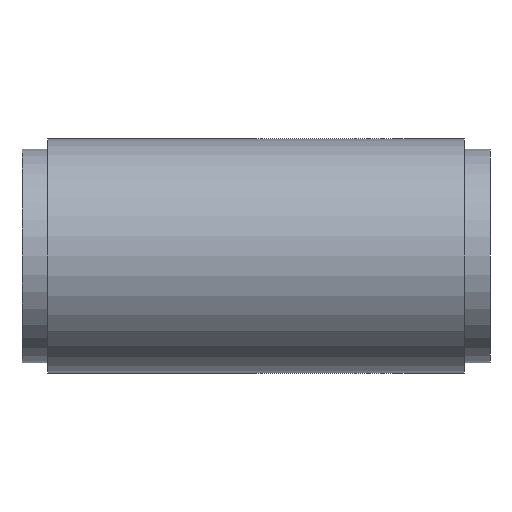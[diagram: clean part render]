
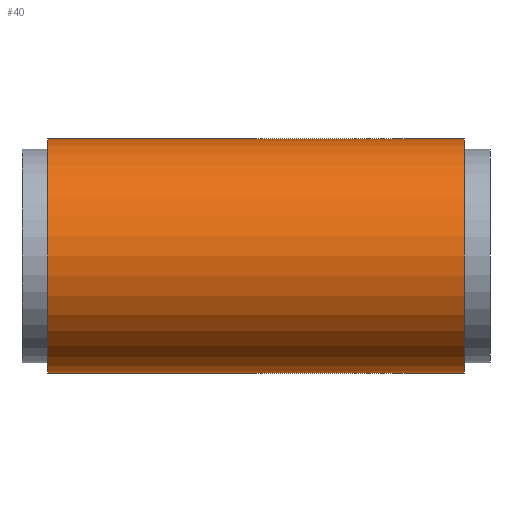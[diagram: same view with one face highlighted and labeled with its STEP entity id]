
A CAD part, front view. The second image highlights one B-rep face of the part: STEP entity #40.
In plain terms, the highlighted cylindrical face has radius 28.575 mm (diameter 57.15 mm), a partial arc.
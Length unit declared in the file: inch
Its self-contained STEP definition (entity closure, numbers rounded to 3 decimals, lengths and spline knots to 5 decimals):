
#5 = FACE_OUTER_BOUND ( 'NONE', #579, .T. ) ;
#17 = VERTEX_POINT ( 'NONE', #422 ) ;
#20 = EDGE_CURVE ( 'NONE', #454, #573, #244, .T. ) ;
#26 = VECTOR ( 'NONE', #325, 39.37008 ) ;
#40 = ADVANCED_FACE ( 'NONE', ( #5 ), #499, .T. ) ;
#69 = DIRECTION ( 'NONE',  ( -1., 0., 0. ) ) ;
#75 = CARTESIAN_POINT ( 'NONE',  ( 2., 0., 0. ) ) ;
#82 = CARTESIAN_POINT ( 'NONE',  ( 2., 0., 1.125 ) ) ;
#83 = EDGE_CURVE ( 'NONE', #454, #262, #473, .T. ) ;
#93 = ORIENTED_EDGE ( 'NONE', *, *, #20, .F. ) ;
#107 = CARTESIAN_POINT ( 'NONE',  ( -2.31452, 0., 1.125 ) ) ;
#111 = DIRECTION ( 'NONE',  ( 0., 0., 1. ) ) ;
#126 = AXIS2_PLACEMENT_3D ( 'NONE', #138, #220, #260 ) ;
#138 = CARTESIAN_POINT ( 'NONE',  ( -2.31452, 0., 0. ) ) ;
#149 = ORIENTED_EDGE ( 'NONE', *, *, #343, .F. ) ;
#165 = CARTESIAN_POINT ( 'NONE',  ( -2., 0., 0. ) ) ;
#193 = DIRECTION ( 'NONE',  ( 0., 0., 1. ) ) ;
#220 = DIRECTION ( 'NONE',  ( -1., 0., 0. ) ) ;
#232 = EDGE_CURVE ( 'NONE', #262, #17, #556, .T. ) ;
#239 = ORIENTED_EDGE ( 'NONE', *, *, #83, .T. ) ;
#244 = LINE ( 'NONE', #332, #26 ) ;
#260 = DIRECTION ( 'NONE',  ( 0., 0., 1. ) ) ;
#262 = VERTEX_POINT ( 'NONE', #82 ) ;
#307 = CARTESIAN_POINT ( 'NONE',  ( 2., 0., -1.125 ) ) ;
#325 = DIRECTION ( 'NONE',  ( -1., 0., 0. ) ) ;
#332 = CARTESIAN_POINT ( 'NONE',  ( -2.31452, 0., -1.125 ) ) ;
#343 = EDGE_CURVE ( 'NONE', #573, #17, #348, .T. ) ;
#348 = CIRCLE ( 'NONE', #425, 1.125 ) ;
#397 = ORIENTED_EDGE ( 'NONE', *, *, #232, .T. ) ;
#422 = CARTESIAN_POINT ( 'NONE',  ( -2., 0., 1.125 ) ) ;
#425 = AXIS2_PLACEMENT_3D ( 'NONE', #165, #528, #111 ) ;
#426 = DIRECTION ( 'NONE',  ( -1., 0., 0. ) ) ;
#454 = VERTEX_POINT ( 'NONE', #307 ) ;
#473 = CIRCLE ( 'NONE', #506, 1.125 ) ;
#499 = CYLINDRICAL_SURFACE ( 'NONE', #126, 1.125 ) ;
#506 = AXIS2_PLACEMENT_3D ( 'NONE', #75, #426, #193 ) ;
#528 = DIRECTION ( 'NONE',  ( -1., 0., 0. ) ) ;
#537 = VECTOR ( 'NONE', #69, 39.37008 ) ;
#548 = CARTESIAN_POINT ( 'NONE',  ( -2., 0., -1.125 ) ) ;
#556 = LINE ( 'NONE', #107, #537 ) ;
#573 = VERTEX_POINT ( 'NONE', #548 ) ;
#579 = EDGE_LOOP ( 'NONE', ( #93, #239, #397, #149 ) ) ;
